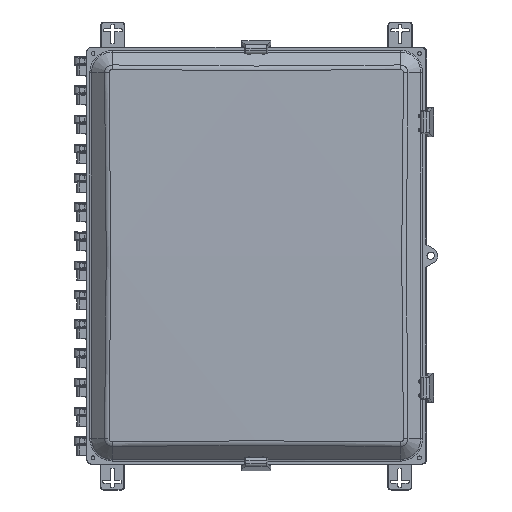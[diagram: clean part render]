
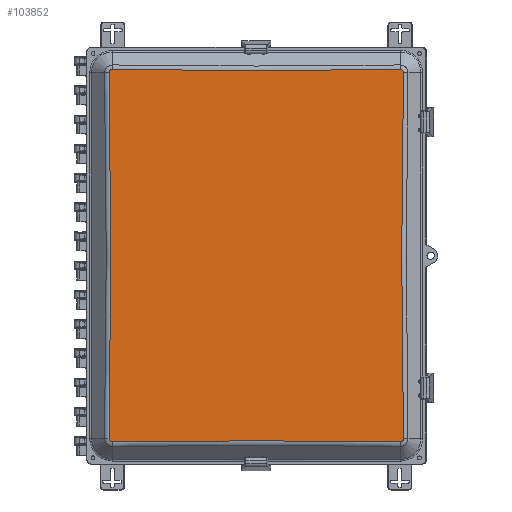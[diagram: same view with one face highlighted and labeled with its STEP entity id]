
A CAD part, top view. The second image highlights one B-rep face of the part: STEP entity #103852.
In plain terms, the highlighted spherical face has radius 12864.5 mm.
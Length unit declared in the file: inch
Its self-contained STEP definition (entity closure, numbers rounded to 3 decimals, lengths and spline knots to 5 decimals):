
#1975 = CARTESIAN_POINT ( 'NONE',  ( 7.38952, -9.5557, 5.29932 ) ) ;
#3470 = B_SPLINE_CURVE_WITH_KNOTS ( 'NONE', 3,
 ( #23549, #126522, #64721, #105300, #5539, #66024, #24863, #46053, #14194, #54732 ),
 .UNSPECIFIED., .F., .F.,
 ( 4, 2, 2, 2, 4 ),
 ( 0., 0.25, 0.5, 0.75, 1. ),
 .UNSPECIFIED. ) ;
#4020 = CARTESIAN_POINT ( 'NONE',  ( -7.44131, -9.55933, 5.29986 ) ) ;
#5539 = CARTESIAN_POINT ( 'NONE',  ( -7.56951, 9.4905, 5.29912 ) ) ;
#5656 = CARTESIAN_POINT ( 'NONE',  ( -7.44131, -9.55933, 5.29986 ) ) ;
#8958 = B_SPLINE_CURVE_WITH_KNOTS ( 'NONE', 3,
 ( #5656, #87441, #99340, #26946, #16297, #58785, #109346, #27593, #18247, #17608 ),
 .UNSPECIFIED., .F., .F.,
 ( 4, 2, 2, 2, 4 ),
 ( 0., 0.25, 0.5, 0.75, 1. ),
 .UNSPECIFIED. ) ;
#12070 = CARTESIAN_POINT ( 'NONE',  ( 7.34756, 9.5515, 5.29986 ) ) ;
#13134 = CARTESIAN_POINT ( 'NONE',  ( 7.34756, 9.5515, 5.29986 ) ) ;
#13270 = CARTESIAN_POINT ( 'NONE',  ( 7.34756, -9.55933, 5.29986 ) ) ;
#13787 = CARTESIAN_POINT ( 'NONE',  ( 7.36848, 9.5518, 5.29955 ) ) ;
#14194 = CARTESIAN_POINT ( 'NONE',  ( -7.46223, 9.55181, 5.29955 ) ) ;
#15051 = B_SPLINE_CURVE_WITH_KNOTS ( 'NONE', 3,
 ( #97822, #34706, #105182, #126409 ),
 .UNSPECIFIED., .F., .F.,
 ( 4, 4 ),
 ( 0., 1. ),
 .UNSPECIFIED. ) ;
#15101 = CARTESIAN_POINT ( 'NONE',  ( 7.50695, 9.41274, 5.30011 ) ) ;
#16297 = CARTESIAN_POINT ( 'NONE',  ( -7.53992, -9.52805, 5.299 ) ) ;
#16419 = ORIENTED_EDGE ( 'NONE', *, *, #24011, .F. ) ;
#17315 = CARTESIAN_POINT ( 'NONE',  ( 7.50656, 9.39186, 5.3005 ) ) ;
#17608 = CARTESIAN_POINT ( 'NONE',  ( -7.60031, -9.39968, 5.3005 ) ) ;
#18247 = CARTESIAN_POINT ( 'NONE',  ( -7.6007, -9.42056, 5.30011 ) ) ;
#20551 = CARTESIAN_POINT ( 'NONE',  ( -7.60031, 9.39186, 5.3005 ) ) ;
#21343 = ORIENTED_EDGE ( 'NONE', *, *, #53157, .F. ) ;
#23549 = CARTESIAN_POINT ( 'NONE',  ( -7.60031, 9.39186, 5.3005 ) ) ;
#24011 = EDGE_CURVE ( 'NONE', #50531, #120959, #15051, .T. ) ;
#24863 = CARTESIAN_POINT ( 'NONE',  ( -7.5221, 9.53208, 5.29904 ) ) ;
#26946 = CARTESIAN_POINT ( 'NONE',  ( -7.5221, -9.5399, 5.29904 ) ) ;
#27244 = DIRECTION ( 'NONE',  ( 1., 0., 0.015 ) ) ;
#27593 = CARTESIAN_POINT ( 'NONE',  ( -7.59686, -9.44159, 5.29978 ) ) ;
#28146 = VERTEX_POINT ( 'NONE', #125201 ) ;
#32461 = CARTESIAN_POINT ( 'NONE',  ( -7.48235, 3.12949, 5.41847 ) ) ;
#33234 = CARTESIAN_POINT ( 'NONE',  ( 7.50311, -9.44159, 5.29978 ) ) ;
#34409 = CARTESIAN_POINT ( 'NONE',  ( 7.50656, 9.39186, 5.3005 ) ) ;
#34706 = CARTESIAN_POINT ( 'NONE',  ( -2.51241, 9.47814, 5.37323 ) ) ;
#35708 = CARTESIAN_POINT ( 'NONE',  ( 7.48752, 9.47263, 5.29928 ) ) ;
#37846 = FACE_OUTER_BOUND ( 'NONE', #62531, .T. ) ;
#40466 = AXIS2_PLACEMENT_3D ( 'NONE', #118314, #27244, #98994 ) ;
#41220 = CARTESIAN_POINT ( 'NONE',  ( 7.42835, -9.53991, 5.29904 ) ) ;
#42515 = CARTESIAN_POINT ( 'NONE',  ( 7.36848, -9.55963, 5.29955 ) ) ;
#44109 = CARTESIAN_POINT ( 'NONE',  ( -7.60031, 9.39186, 5.3005 ) ) ;
#46053 = CARTESIAN_POINT ( 'NONE',  ( -7.48327, 9.54787, 5.29932 ) ) ;
#46158 = CARTESIAN_POINT ( 'NONE',  ( -7.44131, -9.55933, 5.29986 ) ) ;
#46535 = CARTESIAN_POINT ( 'NONE',  ( 7.3886, -3.13732, 5.41847 ) ) ;
#46804 = CARTESIAN_POINT ( 'NONE',  ( 7.50656, -9.39968, 5.3005 ) ) ;
#50531 = VERTEX_POINT ( 'NONE', #68184 ) ;
#53157 = EDGE_CURVE ( 'NONE', #82129, #104784, #62103, .T. ) ;
#53935 = EDGE_CURVE ( 'NONE', #88828, #50531, #3470, .T. ) ;
#54732 = CARTESIAN_POINT ( 'NONE',  ( -7.44131, 9.5515, 5.29986 ) ) ;
#54983 = CARTESIAN_POINT ( 'NONE',  ( 7.44617, 9.52023, 5.299 ) ) ;
#58785 = CARTESIAN_POINT ( 'NONE',  ( -7.56951, -9.49832, 5.29912 ) ) ;
#59077 = B_SPLINE_CURVE_WITH_KNOTS ( 'NONE', 3,
 ( #128618, #108681, #76795, #46158 ),
 .UNSPECIFIED., .F., .F.,
 ( 4, 4 ),
 ( 0., 1. ),
 .UNSPECIFIED. ) ;
#62103 = B_SPLINE_CURVE_WITH_KNOTS ( 'NONE', 3,
 ( #124294, #93052, #33234, #91764, #122344, #104359, #41220, #1975, #42515, #13270 ),
 .UNSPECIFIED., .F., .F.,
 ( 4, 2, 2, 2, 4 ),
 ( 0., 0.25, 0.5, 0.75, 1. ),
 .UNSPECIFIED. ) ;
#62531 = EDGE_LOOP ( 'NONE', ( #16419, #65516, #62677, #72859, #79153, #21343, #121695, #92669 ) ) ;
#62677 = ORIENTED_EDGE ( 'NONE', *, *, #83473, .F. ) ;
#64310 = CARTESIAN_POINT ( 'NONE',  ( 7.50311, 9.43376, 5.29978 ) ) ;
#64721 = CARTESIAN_POINT ( 'NONE',  ( -7.59686, 9.43376, 5.29978 ) ) ;
#64826 = EDGE_CURVE ( 'NONE', #120959, #74910, #70810, .T. ) ;
#65516 = ORIENTED_EDGE ( 'NONE', *, *, #53935, .F. ) ;
#66024 = CARTESIAN_POINT ( 'NONE',  ( -7.53992, 9.52023, 5.299 ) ) ;
#67831 = CARTESIAN_POINT ( 'NONE',  ( 7.3886, 3.12949, 5.41847 ) ) ;
#68184 = CARTESIAN_POINT ( 'NONE',  ( -7.44131, 9.5515, 5.29986 ) ) ;
#68924 = B_SPLINE_CURVE_WITH_KNOTS ( 'NONE', 3,
 ( #17315, #67831, #46535, #77835 ),
 .UNSPECIFIED., .F., .F.,
 ( 4, 4 ),
 ( 0., 1. ),
 .UNSPECIFIED. ) ;
#70810 = B_SPLINE_CURVE_WITH_KNOTS ( 'NONE', 3,
 ( #13134, #13787, #127438, #125453, #54983, #86909, #35708, #64310, #15101, #34409 ),
 .UNSPECIFIED., .F., .F.,
 ( 4, 2, 2, 2, 4 ),
 ( 0., 0.25, 0.5, 0.75, 1. ),
 .UNSPECIFIED. ) ;
#71823 = CARTESIAN_POINT ( 'NONE',  ( 7.50656, 9.39186, 5.3005 ) ) ;
#72859 = ORIENTED_EDGE ( 'NONE', *, *, #123377, .F. ) ;
#74910 = VERTEX_POINT ( 'NONE', #71823 ) ;
#76795 = CARTESIAN_POINT ( 'NONE',  ( -2.51241, -9.48596, 5.37323 ) ) ;
#76810 = B_SPLINE_CURVE_WITH_KNOTS ( 'NONE', 3,
 ( #102942, #102292, #32461, #20551 ),
 .UNSPECIFIED., .F., .F.,
 ( 4, 4 ),
 ( 0., 1. ),
 .UNSPECIFIED. ) ;
#77835 = CARTESIAN_POINT ( 'NONE',  ( 7.50656, -9.39968, 5.3005 ) ) ;
#79153 = ORIENTED_EDGE ( 'NONE', *, *, #126012, .F. ) ;
#82129 = VERTEX_POINT ( 'NONE', #46804 ) ;
#83473 = EDGE_CURVE ( 'NONE', #28146, #88828, #76810, .T. ) ;
#86909 = CARTESIAN_POINT ( 'NONE',  ( 7.47576, 9.4905, 5.29912 ) ) ;
#87441 = CARTESIAN_POINT ( 'NONE',  ( -7.46223, -9.55963, 5.29955 ) ) ;
#88828 = VERTEX_POINT ( 'NONE', #44109 ) ;
#91764 = CARTESIAN_POINT ( 'NONE',  ( 7.48752, -9.48046, 5.29928 ) ) ;
#92669 = ORIENTED_EDGE ( 'NONE', *, *, #64826, .F. ) ;
#93052 = CARTESIAN_POINT ( 'NONE',  ( 7.50695, -9.42056, 5.30011 ) ) ;
#97174 = VERTEX_POINT ( 'NONE', #4020 ) ;
#97822 = CARTESIAN_POINT ( 'NONE',  ( -7.44131, 9.5515, 5.29986 ) ) ;
#98994 = DIRECTION ( 'NONE',  ( 0., -1., 0. ) ) ;
#99340 = CARTESIAN_POINT ( 'NONE',  ( -7.48327, -9.5557, 5.29932 ) ) ;
#102292 = CARTESIAN_POINT ( 'NONE',  ( -7.48235, -3.13732, 5.41847 ) ) ;
#102942 = CARTESIAN_POINT ( 'NONE',  ( -7.60031, -9.39968, 5.3005 ) ) ;
#103852 = ADVANCED_FACE ( 'NONE', ( #37846 ), #128277, .T. ) ;
#104359 = CARTESIAN_POINT ( 'NONE',  ( 7.44617, -9.52805, 5.299 ) ) ;
#104784 = VERTEX_POINT ( 'NONE', #106884 ) ;
#105182 = CARTESIAN_POINT ( 'NONE',  ( 2.41866, 9.47814, 5.37323 ) ) ;
#105300 = CARTESIAN_POINT ( 'NONE',  ( -7.58127, 9.47263, 5.29928 ) ) ;
#106884 = CARTESIAN_POINT ( 'NONE',  ( 7.34756, -9.55933, 5.29986 ) ) ;
#108681 = CARTESIAN_POINT ( 'NONE',  ( 2.41866, -9.48596, 5.37323 ) ) ;
#109346 = CARTESIAN_POINT ( 'NONE',  ( -7.58127, -9.48046, 5.29928 ) ) ;
#118314 = CARTESIAN_POINT ( 'NONE',  ( -0.04688, -0.00391, -501.0335 ) ) ;
#120959 = VERTEX_POINT ( 'NONE', #12070 ) ;
#121695 = ORIENTED_EDGE ( 'NONE', *, *, #131570, .F. ) ;
#122344 = CARTESIAN_POINT ( 'NONE',  ( 7.47576, -9.49832, 5.29912 ) ) ;
#123377 = EDGE_CURVE ( 'NONE', #97174, #28146, #8958, .T. ) ;
#124294 = CARTESIAN_POINT ( 'NONE',  ( 7.50656, -9.39968, 5.3005 ) ) ;
#125201 = CARTESIAN_POINT ( 'NONE',  ( -7.60031, -9.39968, 5.3005 ) ) ;
#125453 = CARTESIAN_POINT ( 'NONE',  ( 7.42835, 9.53208, 5.29904 ) ) ;
#126012 = EDGE_CURVE ( 'NONE', #104784, #97174, #59077, .T. ) ;
#126409 = CARTESIAN_POINT ( 'NONE',  ( 7.34756, 9.5515, 5.29986 ) ) ;
#126522 = CARTESIAN_POINT ( 'NONE',  ( -7.6007, 9.41274, 5.30011 ) ) ;
#127438 = CARTESIAN_POINT ( 'NONE',  ( 7.38952, 9.54787, 5.29932 ) ) ;
#128277 = SPHERICAL_SURFACE ( 'NONE', #40466, 506.4775 ) ;
#128618 = CARTESIAN_POINT ( 'NONE',  ( 7.34756, -9.55933, 5.29986 ) ) ;
#131570 = EDGE_CURVE ( 'NONE', #74910, #82129, #68924, .T. ) ;
